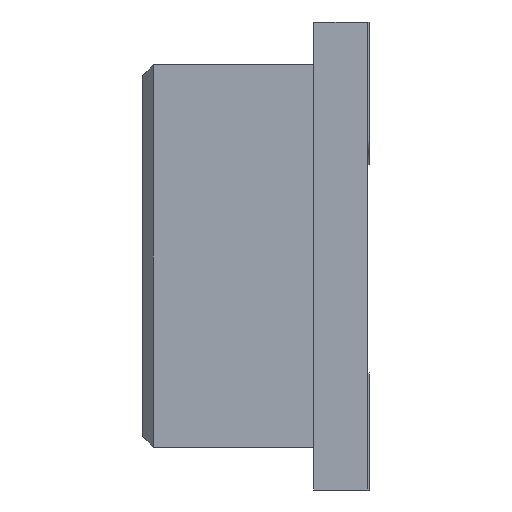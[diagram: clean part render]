
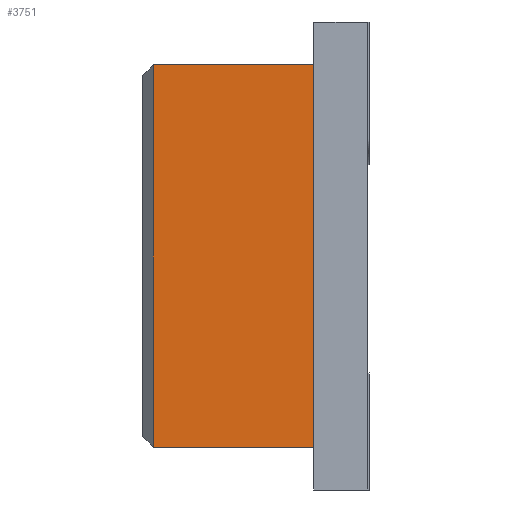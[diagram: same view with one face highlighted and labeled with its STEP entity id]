
A CAD part, left-side view. The second image highlights one B-rep face of the part: STEP entity #3751.
In plain terms, the highlighted planar face has unit normal (-1, 0, 0).
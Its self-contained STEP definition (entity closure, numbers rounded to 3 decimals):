
#61 = DIRECTION ( 'NONE',  ( 0., 0., -1. ) ) ;
#132 = DIRECTION ( 'NONE',  ( 0., -1., 0. ) ) ;
#425 = VERTEX_POINT ( 'NONE', #3867 ) ;
#508 = DIRECTION ( 'NONE',  ( 0., 0., -1. ) ) ;
#584 = CARTESIAN_POINT ( 'NONE',  ( -3.65, 2.38, -2.125 ) ) ;
#715 = LINE ( 'NONE', #584, #4285 ) ;
#783 = AXIS2_PLACEMENT_3D ( 'NONE', #1678, #4376, #61 ) ;
#950 = EDGE_LOOP ( 'NONE', ( #2782, #3661, #5522, #4178 ) ) ;
#1678 = CARTESIAN_POINT ( 'NONE',  ( -3.65, 2.5, -2.125 ) ) ;
#1744 = CARTESIAN_POINT ( 'NONE',  ( -3.65, 2.5, -2.125 ) ) ;
#1829 = LINE ( 'NONE', #1744, #7029 ) ;
#1998 = CARTESIAN_POINT ( 'NONE',  ( -3.65, 2.38, -2.125 ) ) ;
#2398 = CARTESIAN_POINT ( 'NONE',  ( -3.65, 0.6, -2.125 ) ) ;
#2782 = ORIENTED_EDGE ( 'NONE', *, *, #5665, .F. ) ;
#3215 = VERTEX_POINT ( 'NONE', #5150 ) ;
#3260 = LINE ( 'NONE', #4976, #6242 ) ;
#3524 = FACE_OUTER_BOUND ( 'NONE', #950, .T. ) ;
#3557 = LINE ( 'NONE', #2398, #4572 ) ;
#3661 = ORIENTED_EDGE ( 'NONE', *, *, #5956, .T. ) ;
#3751 = ADVANCED_FACE ( 'NONE', ( #3524 ), #5483, .F. ) ;
#3867 = CARTESIAN_POINT ( 'NONE',  ( -3.65, 0.6, 2.125 ) ) ;
#4001 = EDGE_CURVE ( 'NONE', #6768, #425, #3557, .T. ) ;
#4178 = ORIENTED_EDGE ( 'NONE', *, *, #4001, .T. ) ;
#4285 = VECTOR ( 'NONE', #508, 1000. ) ;
#4376 = DIRECTION ( 'NONE',  ( 1., 0., 0. ) ) ;
#4572 = VECTOR ( 'NONE', #6195, 1000. ) ;
#4976 = CARTESIAN_POINT ( 'NONE',  ( -3.65, 2.5, 2.125 ) ) ;
#5150 = CARTESIAN_POINT ( 'NONE',  ( -3.65, 2.38, 2.125 ) ) ;
#5170 = VERTEX_POINT ( 'NONE', #1998 ) ;
#5434 = CARTESIAN_POINT ( 'NONE',  ( -3.65, 0.6, -2.125 ) ) ;
#5483 = PLANE ( 'NONE',  #783 ) ;
#5522 = ORIENTED_EDGE ( 'NONE', *, *, #5624, .T. ) ;
#5624 = EDGE_CURVE ( 'NONE', #5170, #6768, #1829, .T. ) ;
#5665 = EDGE_CURVE ( 'NONE', #3215, #425, #3260, .T. ) ;
#5956 = EDGE_CURVE ( 'NONE', #3215, #5170, #715, .T. ) ;
#6195 = DIRECTION ( 'NONE',  ( 0., 0., 1. ) ) ;
#6242 = VECTOR ( 'NONE', #132, 1000. ) ;
#6656 = DIRECTION ( 'NONE',  ( 0., -1., 0. ) ) ;
#6768 = VERTEX_POINT ( 'NONE', #5434 ) ;
#7029 = VECTOR ( 'NONE', #6656, 1000. ) ;
